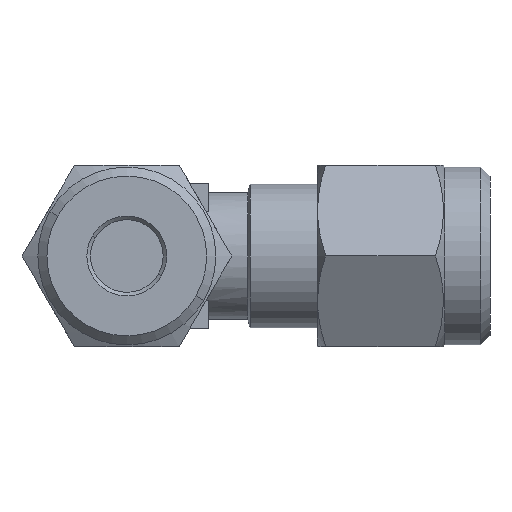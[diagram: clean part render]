
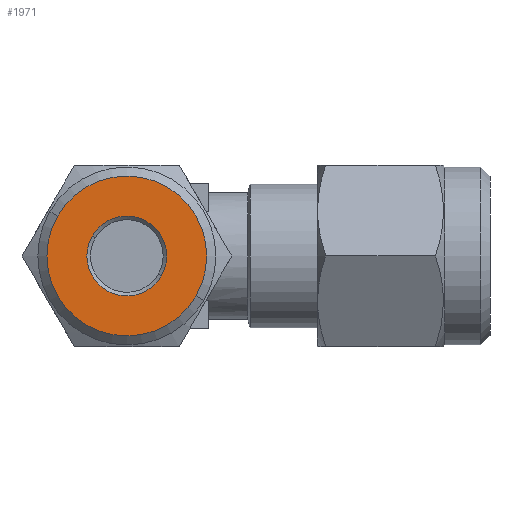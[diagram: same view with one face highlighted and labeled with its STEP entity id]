
A CAD part, front view. The second image highlights one B-rep face of the part: STEP entity #1971.
In plain terms, the highlighted planar face has unit normal (0, -1, 0).
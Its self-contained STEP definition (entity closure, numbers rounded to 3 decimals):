
#18 = VERTEX_POINT ( 'NONE', #509 ) ;
#23 = VERTEX_POINT ( 'NONE', #505 ) ;
#24 = VERTEX_POINT ( 'NONE', #504 ) ;
#38 = VERTEX_POINT ( 'NONE', #522 ) ;
#173 = CARTESIAN_POINT ( 'NONE',  ( 0., -4., 0. ) ) ;
#174 = DIRECTION ( 'NONE',  ( 0., 1., 0. ) ) ;
#175 = DIRECTION ( 'NONE',  ( 0.866, 0., -0.5 ) ) ;
#204 = CARTESIAN_POINT ( 'NONE',  ( 0., -4., 0. ) ) ;
#205 = DIRECTION ( 'NONE',  ( 0., -1., 0. ) ) ;
#206 = DIRECTION ( 'NONE',  ( -0.866, 0., 0.5 ) ) ;
#504 = CARTESIAN_POINT ( 'NONE',  ( 1.905, -4., -1.1 ) ) ;
#505 = CARTESIAN_POINT ( 'NONE',  ( 3.811, -4., -2.2 ) ) ;
#509 = CARTESIAN_POINT ( 'NONE',  ( -3.811, -4., 2.2 ) ) ;
#522 = CARTESIAN_POINT ( 'NONE',  ( -1.905, -4., 1.1 ) ) ;
#580 = ORIENTED_EDGE ( 'NONE', *, *, #1166, .T. ) ;
#612 = EDGE_LOOP ( 'NONE', ( #580, #951 ) ) ;
#613 = EDGE_LOOP ( 'NONE', ( #950, #2548 ) ) ;
#685 = CIRCLE ( 'NONE', #978, 2.2 ) ;
#687 = CIRCLE ( 'NONE', #979, 4.4 ) ;
#702 = CIRCLE ( 'NONE', #983, 2.2 ) ;
#719 = CIRCLE ( 'NONE', #989, 4.4 ) ;
#950 = ORIENTED_EDGE ( 'NONE', *, *, #1183, .T. ) ;
#951 = ORIENTED_EDGE ( 'NONE', *, *, #1196, .T. ) ;
#978 = AXIS2_PLACEMENT_3D ( 'NONE', #1759, #1760, #1761 ) ;
#979 = AXIS2_PLACEMENT_3D ( 'NONE', #1762, #1763, #1764 ) ;
#983 = AXIS2_PLACEMENT_3D ( 'NONE', #173, #174, #175 ) ;
#989 = AXIS2_PLACEMENT_3D ( 'NONE', #204, #205, #206 ) ;
#1062 = AXIS2_PLACEMENT_3D ( 'NONE', #1885, #1882, #1889 ) ;
#1165 = EDGE_CURVE ( 'NONE', #24, #38, #685, .T. ) ;
#1166 = EDGE_CURVE ( 'NONE', #23, #18, #687, .T. ) ;
#1183 = EDGE_CURVE ( 'NONE', #38, #24, #702, .T. ) ;
#1196 = EDGE_CURVE ( 'NONE', #18, #23, #719, .T. ) ;
#1759 = CARTESIAN_POINT ( 'NONE',  ( 0., -4., 0. ) ) ;
#1760 = DIRECTION ( 'NONE',  ( 0., 1., 0. ) ) ;
#1761 = DIRECTION ( 'NONE',  ( 0.866, 0., -0.5 ) ) ;
#1762 = CARTESIAN_POINT ( 'NONE',  ( 0., -4., 0. ) ) ;
#1763 = DIRECTION ( 'NONE',  ( 0., -1., 0. ) ) ;
#1764 = DIRECTION ( 'NONE',  ( -0.866, 0., 0.5 ) ) ;
#1882 = DIRECTION ( 'NONE',  ( 0., -1., 0. ) ) ;
#1885 = CARTESIAN_POINT ( 'NONE',  ( -2.45, -4., -4.244 ) ) ;
#1887 = PLANE ( 'NONE',  #1062 ) ;
#1889 = DIRECTION ( 'NONE',  ( -0.866, 0., 0.5 ) ) ;
#1971 = ADVANCED_FACE ( 'NONE', ( #2087, #2093 ), #1887, .T. ) ;
#2087 = FACE_OUTER_BOUND ( 'NONE', #612, .T. ) ;
#2093 = FACE_BOUND ( 'NONE', #613, .T. ) ;
#2548 = ORIENTED_EDGE ( 'NONE', *, *, #1165, .T. ) ;
